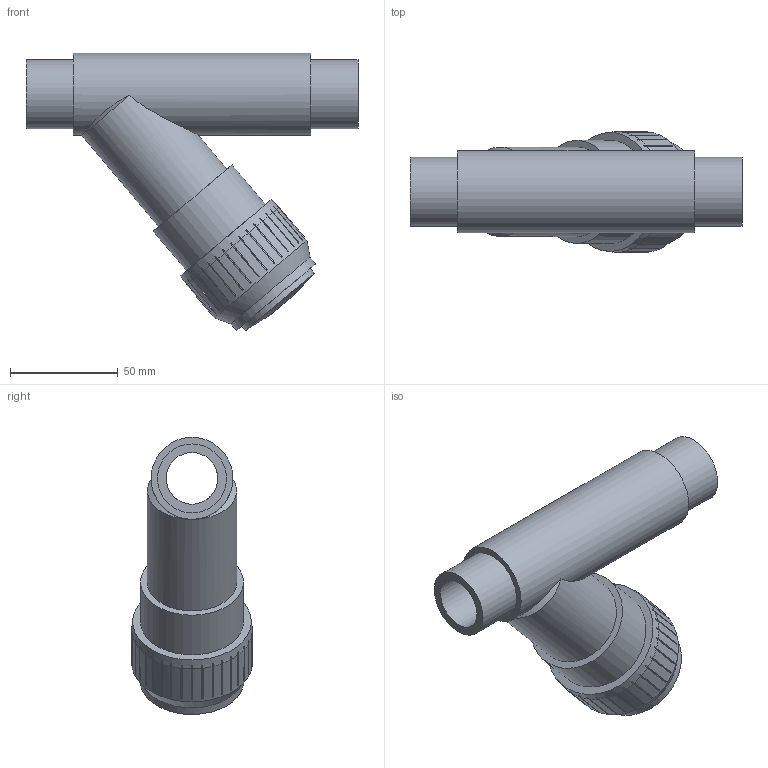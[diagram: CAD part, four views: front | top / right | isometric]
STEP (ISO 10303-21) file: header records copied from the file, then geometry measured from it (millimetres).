
FILE_DESCRIPTION(/* description */ (''),/* implementation_level */ '2;1');
FILE_NAME(/* name */ 'RVDV032E.iam.stp',/* time_stamp */ '2013-10-01T10:19:59+02:00',/* author */ ('bfaro'),/* organization */ (''),/* preprocessor_version */ 'ST-DEVELOPER v15.2',/* originating_system */ 'Autodesk Inventor 2014',/* authorisation */ '');
FILE_SCHEMA (('AUTOMOTIVE_DESIGN { 1 0 10303 214 3 1 1 }'));
Length unit declared in the file: millimetre
Products named in the file (3): cassa RVD-V 32; Coperchio RV 32; RVDV032E
Bounding box: 154 x 56 x 128.55 mm (x, y, z)
Volume: 212950.3 mm3; surface area: 58137.9 mm2
Topology: 2 solids, 2 shells, 176 faces, 503 edges, 335 vertices
Faces by surface type: plane 122, cylinder 47, bspline 4, cone 2, sphere 1
Full cylindrical faces by diameter (mm): 24 x1, 32 x2, 32.5 x1, 35 x1, 38 x1, 41.4 x1, 41.476 x1, 47.803 x1, 56 x1
Entity records: 5857 total; most frequent: CARTESIAN_POINT 1142, DIRECTION 1004, ORIENTED_EDGE 964, EDGE_CURVE 482, AXIS2_PLACEMENT_3D 353, VERTEX_POINT 327, LINE 298, VECTOR 298
